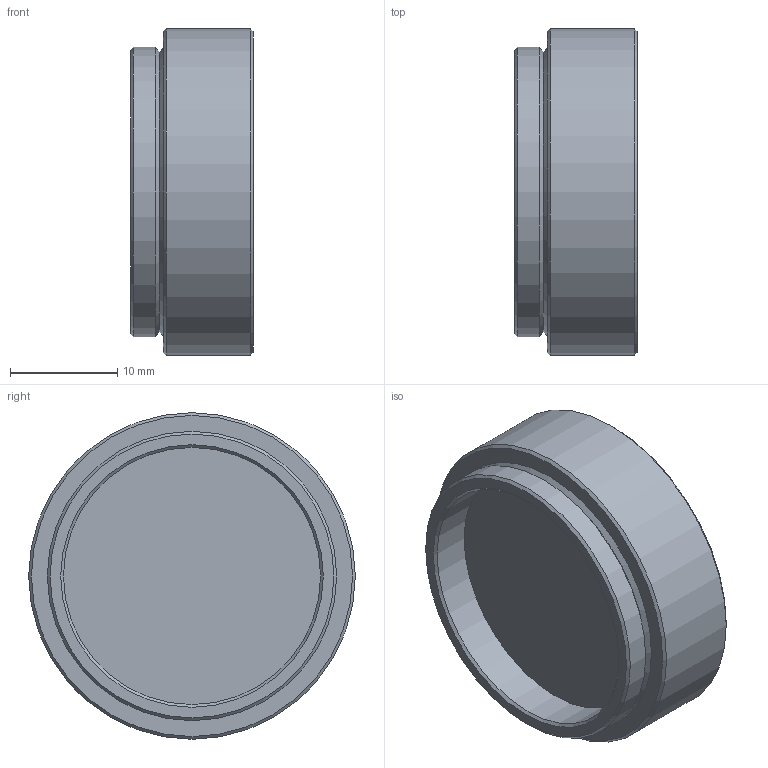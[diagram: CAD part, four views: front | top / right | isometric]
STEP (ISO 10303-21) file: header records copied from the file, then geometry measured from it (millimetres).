
FILE_DESCRIPTION(/* description */ ('STEP AP214'),/* implementation_level */ '2;1');
FILE_NAME(/* name */ '00_CUBE_openSIM_LA1131-ML-Step.ipt.step',/* time_stamp */ '2022-11-29T07:39:13+01:00',/* author */ ('Admin'),/* organization */ (''),/* preprocessor_version */ 'ST-DEVELOPER v18.1',/* originating_system */ 'Autodesk Inventor 2022',/* authorisation */ '');
FILE_SCHEMA (('AUTOMOTIVE_DESIGN { 1 0 10303 214 3 1 1 }'));
Length unit declared in the file: millimetre
Products named in the file (1): 00_CUBE_openSIM_LA1131-ML-Step
Bounding box: 11.43 x 30.48 x 30.48 mm (x, y, z)
Surface area: 3726.3 mm2 (no closed solid volume)
Topology: 0 solids, 4 shells, 34 faces, 89 edges, 60 vertices
Faces by surface type: plane 16, cone 12, cylinder 5, sphere 1
Full cylindrical faces by diameter (mm): 22.911 x1, 24.003 x1, 25.603 x1, 27 x1, 30.48 x1
Entity records: 1153 total; most frequent: CARTESIAN_POINT 200, DIRECTION 187, ORIENTED_EDGE 161, EDGE_CURVE 89, AXIS2_PLACEMENT_3D 71, VERTEX_POINT 60, LINE 45, VECTOR 45
